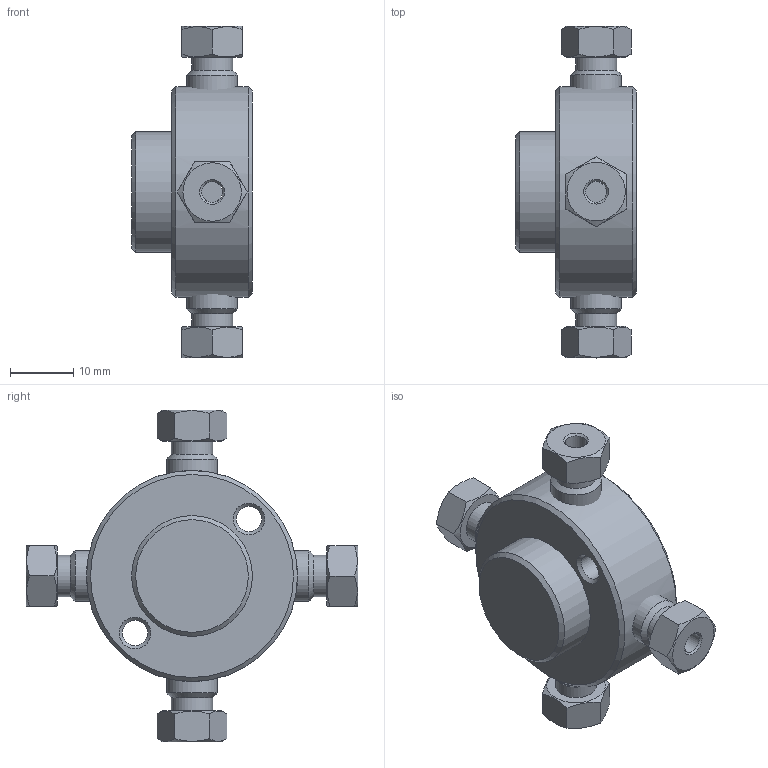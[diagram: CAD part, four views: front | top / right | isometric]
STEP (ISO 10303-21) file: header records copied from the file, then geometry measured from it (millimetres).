
FILE_DESCRIPTION((''),'2;1');
FILE_NAME('305030-ZX2 Cross.stp','2013-08-21T14:10:46',('Franzp'),(''),'Autodesk Inventor 2013','Autodesk Inventor 2013','');
FILE_SCHEMA(('AUTOMOTIVE_DESIGN { 1 0 10303 214 1 1 1 1 }'));
Length unit declared in the file: millimetre
Products named in the file (1): 305030_Shrinkwrap_1
Bounding box: 19.05 x 52.29 x 52.29 mm (x, y, z)
Surface area: 5947.8 mm2 (no closed solid volume)
Topology: 0 solids, 13 shells, 78 faces, 185 edges, 121 vertices
Faces by surface type: plane 39, cone 23, cylinder 16
Full cylindrical faces by diameter (mm): 3.3 x4, 3.962 x2, 6.477 x4, 7.938 x4, 19.02 x1, 33.24 x1
Entity records: 2229 total; most frequent: CARTESIAN_POINT 569, DIRECTION 300, ORIENTED_EDGE 250, EDGE_CURVE 139, AXIS2_PLACEMENT_3D 138, EDGE_LOOP 134, VERTEX_POINT 115, FACE_OUTER_BOUND 78
